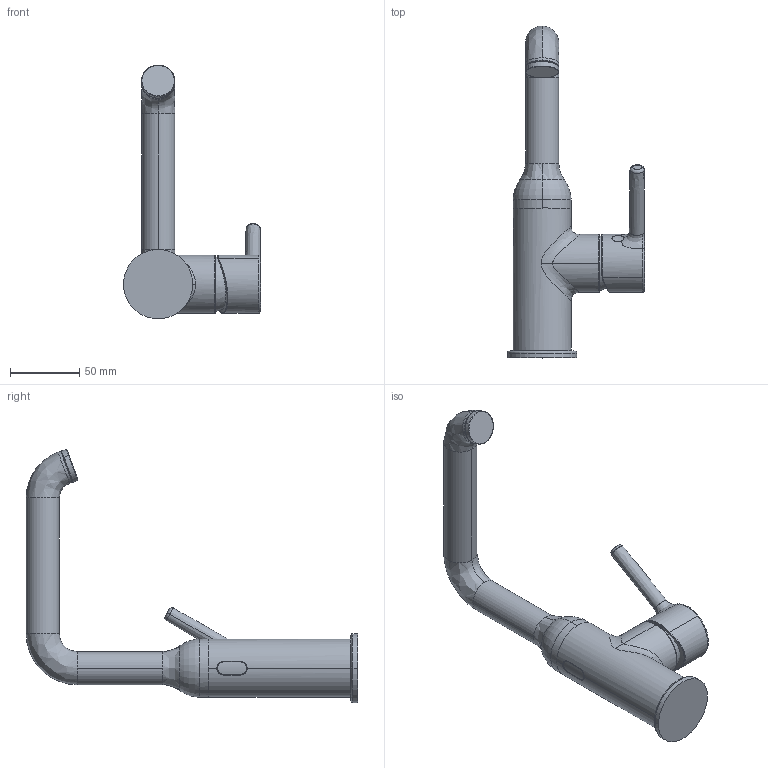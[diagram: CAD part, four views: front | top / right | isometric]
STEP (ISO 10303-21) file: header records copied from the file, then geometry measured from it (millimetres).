
FILE_DESCRIPTION (( 'STEP AP203' ), '1' );
FILE_NAME ('2611FHTZ(2022)+2611FHZ(2022)+54602209(2022)+54652209(2022).STEP', '2022-01-26T13:46:10', ( '' ), ( '' ), 'SwSTEP 2.0', 'SolidWorks 2016', '' );
FILE_SCHEMA (( 'CONFIG_CONTROL_DESIGN' ));
Length unit declared in the file: millimetre
Products named in the file (1): 2611FHTZ(2022)+2611FHZ(2022)+54602209(2022)+54652209(2022)
Bounding box: 98.91 x 239.4 x 183.06 mm (x, y, z)
Volume: 372715.7 mm3; surface area: 51210.6 mm2
Topology: 1 solids, 2 shells, 99 faces, 230 edges, 142 vertices
Faces by surface type: bspline 39, cylinder 34, plane 18, torus 5, cone 2, sphere 1
Entity records: 9483 total; most frequent: CARTESIAN_POINT 7433, ORIENTED_EDGE 456, DIRECTION 340, EDGE_CURVE 228, AXIS2_PLACEMENT_3D 143, VERTEX_POINT 141, EDGE_LOOP 107, ADVANCED_FACE 99
